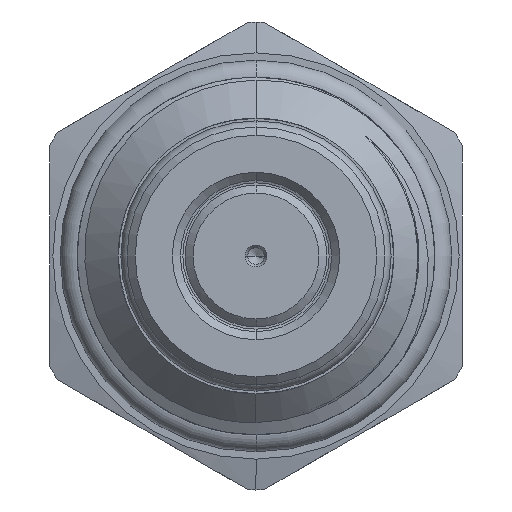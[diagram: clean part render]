
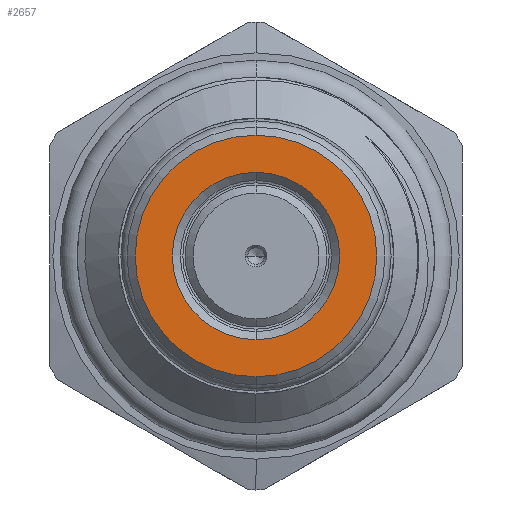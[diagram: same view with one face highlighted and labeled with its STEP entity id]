
A CAD part, left-side view. The second image highlights one B-rep face of the part: STEP entity #2657.
In plain terms, the highlighted planar face has unit normal (-1, 0, 0).
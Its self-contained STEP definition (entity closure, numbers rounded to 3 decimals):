
#44 = CARTESIAN_POINT ( 'NONE',  ( -22.697, 0.237, -5.15 ) ) ;
#201 = CIRCLE ( 'NONE', #293, 5.15 ) ;
#293 = AXIS2_PLACEMENT_3D ( 'NONE', #4699, #5681, #890 ) ;
#451 = ORIENTED_EDGE ( 'NONE', *, *, #1022, .T. ) ;
#462 = ORIENTED_EDGE ( 'NONE', *, *, #5289, .T. ) ;
#499 = AXIS2_PLACEMENT_3D ( 'NONE', #5959, #6037, #1712 ) ;
#850 = DIRECTION ( 'NONE',  ( 0., 0., 1. ) ) ;
#890 = DIRECTION ( 'NONE',  ( 0., 0., 1. ) ) ;
#933 = CARTESIAN_POINT ( 'NONE',  ( -22.697, 0.237, 0. ) ) ;
#1022 = EDGE_CURVE ( 'NONE', #2496, #1219, #1489, .T. ) ;
#1219 = VERTEX_POINT ( 'NONE', #4473 ) ;
#1306 = DIRECTION ( 'NONE',  ( 0., 0., 1. ) ) ;
#1489 = CIRCLE ( 'NONE', #4640, 7.435 ) ;
#1712 = DIRECTION ( 'NONE',  ( 0., 0., 1. ) ) ;
#2276 = EDGE_CURVE ( 'NONE', #2645, #5531, #201, .T. ) ;
#2286 = PLANE ( 'NONE',  #3527 ) ;
#2496 = VERTEX_POINT ( 'NONE', #3950 ) ;
#2645 = VERTEX_POINT ( 'NONE', #2667 ) ;
#2657 = ADVANCED_FACE ( 'NONE', ( #3490, #3262 ), #2286, .T. ) ;
#2667 = CARTESIAN_POINT ( 'NONE',  ( -22.697, 0.237, 5.15 ) ) ;
#2773 = ORIENTED_EDGE ( 'NONE', *, *, #5861, .F. ) ;
#3174 = CARTESIAN_POINT ( 'NONE',  ( -22.697, 0.237, 0. ) ) ;
#3196 = DIRECTION ( 'NONE',  ( -1., 0., 0. ) ) ;
#3211 = DIRECTION ( 'NONE',  ( -1., 0., 0. ) ) ;
#3262 = FACE_BOUND ( 'NONE', #4883, .T. ) ;
#3367 = DIRECTION ( 'NONE',  ( -1., 0., 0. ) ) ;
#3490 = FACE_OUTER_BOUND ( 'NONE', #4118, .T. ) ;
#3527 = AXIS2_PLACEMENT_3D ( 'NONE', #3679, #3211, #1306 ) ;
#3679 = CARTESIAN_POINT ( 'NONE',  ( -22.697, 0.237, 0. ) ) ;
#3950 = CARTESIAN_POINT ( 'NONE',  ( -22.697, 0.237, -7.435 ) ) ;
#4004 = ORIENTED_EDGE ( 'NONE', *, *, #2276, .F. ) ;
#4118 = EDGE_LOOP ( 'NONE', ( #451, #462 ) ) ;
#4435 = CIRCLE ( 'NONE', #6052, 7.435 ) ;
#4473 = CARTESIAN_POINT ( 'NONE',  ( -22.697, 0.237, 7.435 ) ) ;
#4640 = AXIS2_PLACEMENT_3D ( 'NONE', #933, #3367, #5728 ) ;
#4699 = CARTESIAN_POINT ( 'NONE',  ( -22.697, 0.237, 0. ) ) ;
#4883 = EDGE_LOOP ( 'NONE', ( #4004, #2773 ) ) ;
#5289 = EDGE_CURVE ( 'NONE', #1219, #2496, #4435, .T. ) ;
#5531 = VERTEX_POINT ( 'NONE', #44 ) ;
#5681 = DIRECTION ( 'NONE',  ( -1., 0., 0. ) ) ;
#5728 = DIRECTION ( 'NONE',  ( 0., 0., 1. ) ) ;
#5861 = EDGE_CURVE ( 'NONE', #5531, #2645, #6070, .T. ) ;
#5959 = CARTESIAN_POINT ( 'NONE',  ( -22.697, 0.237, 0. ) ) ;
#6037 = DIRECTION ( 'NONE',  ( -1., 0., 0. ) ) ;
#6052 = AXIS2_PLACEMENT_3D ( 'NONE', #3174, #3196, #850 ) ;
#6070 = CIRCLE ( 'NONE', #499, 5.15 ) ;
